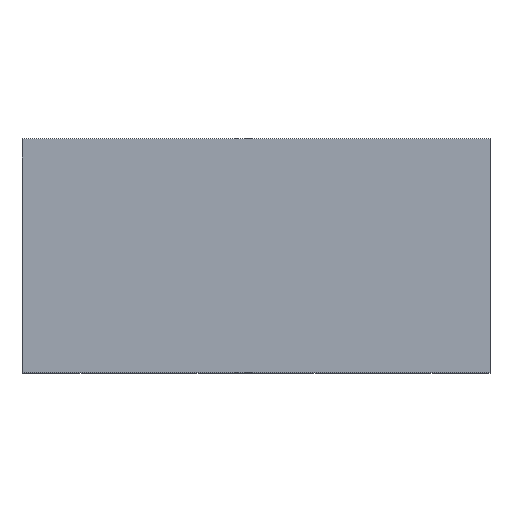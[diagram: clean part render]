
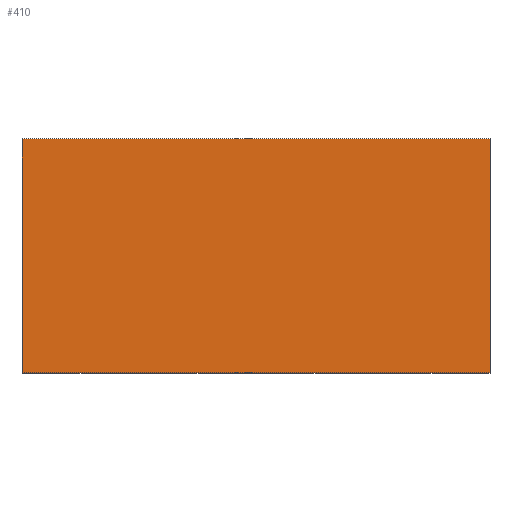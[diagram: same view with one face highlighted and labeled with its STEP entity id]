
A CAD part, top view. The second image highlights one B-rep face of the part: STEP entity #410.
In plain terms, the highlighted planar face has unit normal (0, 0, 1).
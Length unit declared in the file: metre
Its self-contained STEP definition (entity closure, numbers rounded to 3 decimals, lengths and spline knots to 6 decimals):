
#196 = EDGE_CURVE( '', #526, #527, #528, .T. );
#252 = EDGE_CURVE( '', #619, #526, #620, .T. );
#282 = EDGE_CURVE( '', #660, #619, #661, .T. );
#410 = ADVANCED_FACE( '', ( #821 ), #822, .F. );
#458 = EDGE_CURVE( '', #527, #660, #877, .T. );
#526 = VERTEX_POINT( '', #954 );
#527 = VERTEX_POINT( '', #955 );
#528 = LINE( '', #956, #957 );
#619 = VERTEX_POINT( '', #1093 );
#620 = LINE( '', #1094, #1095 );
#660 = VERTEX_POINT( '', #1162 );
#661 = LINE( '', #1163, #1164 );
#821 = FACE_OUTER_BOUND( '', #1410, .T. );
#822 = PLANE( '', #1411 );
#877 = LINE( '', #1499, #1500 );
#954 = CARTESIAN_POINT( '', ( -0.0016, -0.0008, 0.000618 ) );
#955 = CARTESIAN_POINT( '', ( 0.0016, -0.0008, 0.000618 ) );
#956 = CARTESIAN_POINT( '', ( -0.0016, -0.0008, 0.000618 ) );
#957 = VECTOR( '', #1547, 1. );
#1093 = CARTESIAN_POINT( '', ( -0.0016, 0.0008, 0.000618 ) );
#1094 = CARTESIAN_POINT( '', ( -0.0016, -0.0008, 0.000618 ) );
#1095 = VECTOR( '', #1610, 1. );
#1162 = CARTESIAN_POINT( '', ( 0.0016, 0.0008, 0.000618 ) );
#1163 = CARTESIAN_POINT( '', ( -0.0016, 0.0008, 0.000618 ) );
#1164 = VECTOR( '', #1632, 1. );
#1410 = EDGE_LOOP( '', ( #1885, #1886, #1887, #1888 ) );
#1411 = AXIS2_PLACEMENT_3D( '', #1889, #1890, #1891 );
#1499 = CARTESIAN_POINT( '', ( 0.0016, -0.0008, 0.000618 ) );
#1500 = VECTOR( '', #1980, 1. );
#1547 = DIRECTION( '', ( 1., 0., 0. ) );
#1610 = DIRECTION( '', ( 0., -1., 0. ) );
#1632 = DIRECTION( '', ( -1., 0., 0. ) );
#1885 = ORIENTED_EDGE( '', *, *, #458, .T. );
#1886 = ORIENTED_EDGE( '', *, *, #282, .T. );
#1887 = ORIENTED_EDGE( '', *, *, #252, .T. );
#1888 = ORIENTED_EDGE( '', *, *, #196, .T. );
#1889 = CARTESIAN_POINT( '', ( 0., 0., 0.000618 ) );
#1890 = DIRECTION( '', ( 0., 0., -1. ) );
#1891 = DIRECTION( '', ( 0., -1., 0. ) );
#1980 = DIRECTION( '', ( 0., 1., 0. ) );
